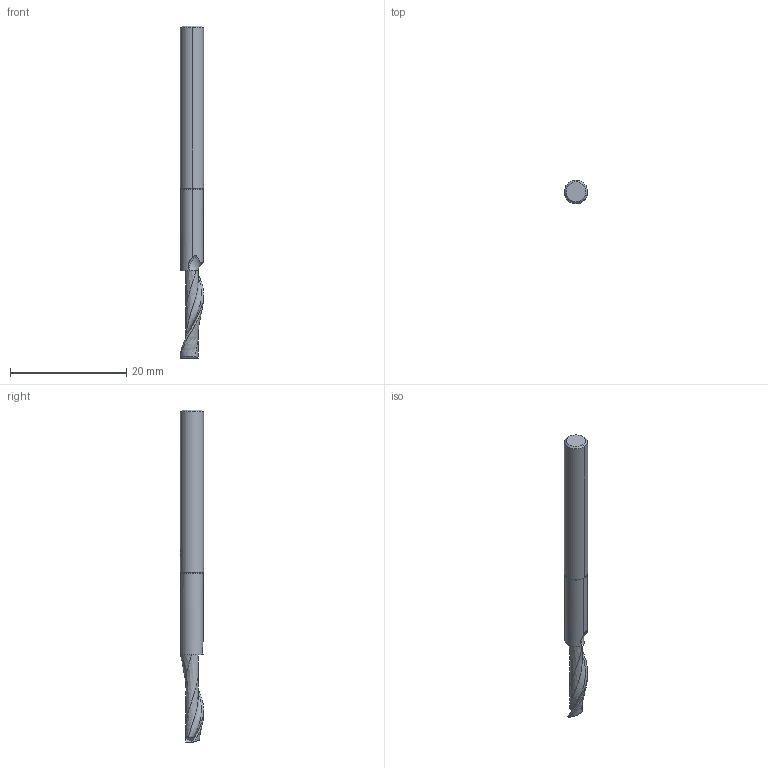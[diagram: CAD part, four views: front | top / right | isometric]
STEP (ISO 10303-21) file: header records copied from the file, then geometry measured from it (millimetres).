
FILE_DESCRIPTION(('no description'),'unknown implementation level');
FILE_NAME('solidVhpjFZpN_vHhhgTO6nn9iCdBkKc_1.STP',' ',('CIMSOURCE GmbH'),('CADClick - KiM GmbH - www.kimweb.de'),'unknown preprocess','ACIS','unknown authorization');
FILE_SCHEMA(('automotive_design'));
Length unit declared in the file: millimetre
Products named in the file (2): 1; 2
Bounding box: 4 x 4 x 57 mm (x, y, z)
Volume: 576.7 mm3; surface area: 677.6 mm2
Topology: 2 solids, 2 shells, 44 faces, 116 edges, 76 vertices
Faces by surface type: plane 16, cylinder 11, cone 6, bspline 6, revolution 5
Entity records: 4763 total; most frequent: CARTESIAN_POINT 2385, STYLED_ITEM 238, PRESENTATION_STYLE_ASSIGNMENT 238, COLOUR_RGB 238, ORIENTED_EDGE 232, DIRECTION 178, EDGE_CURVE 116, CURVE_STYLE 116
